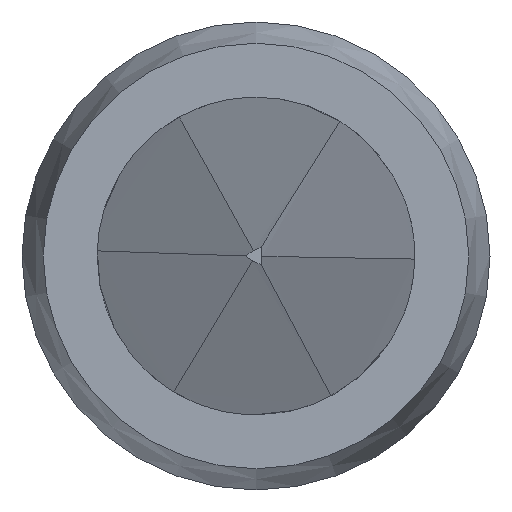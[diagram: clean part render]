
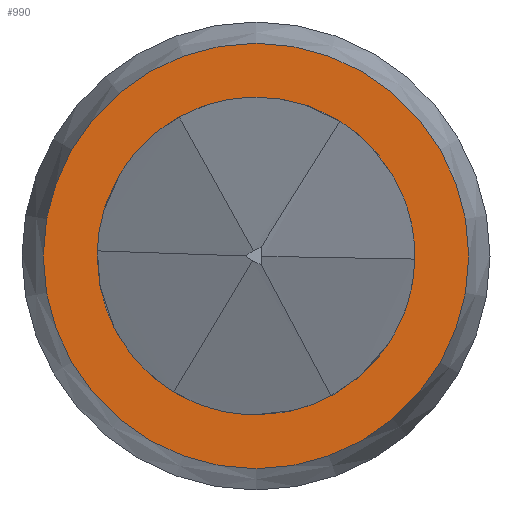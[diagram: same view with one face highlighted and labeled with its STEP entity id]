
A CAD part, left-side view. The second image highlights one B-rep face of the part: STEP entity #990.
In plain terms, the highlighted planar face has unit normal (-1, 0, 0).
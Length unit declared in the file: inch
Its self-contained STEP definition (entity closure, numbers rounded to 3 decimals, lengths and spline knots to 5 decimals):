
#25 = EDGE_CURVE ( 'NONE', #37, #37, #278, .T. ) ;
#37 = VERTEX_POINT ( 'NONE', #929 ) ;
#64 = EDGE_CURVE ( 'NONE', #386, #386, #1411, .T. ) ;
#101 = AXIS2_PLACEMENT_3D ( 'NONE', #441, #1318, #216 ) ;
#105 = FACE_BOUND ( 'NONE', #116, .T. ) ;
#108 = AXIS2_PLACEMENT_3D ( 'NONE', #762, #755, #436 ) ;
#116 = EDGE_LOOP ( 'NONE', ( #124 ) ) ;
#124 = ORIENTED_EDGE ( 'NONE', *, *, #64, .T. ) ;
#216 = DIRECTION ( 'NONE',  ( 0., 0., 1. ) ) ;
#276 = CARTESIAN_POINT ( 'NONE',  ( 0., 0., 0. ) ) ;
#278 = CIRCLE ( 'NONE', #1055, 0.014 ) ;
#336 = PLANE ( 'NONE',  #108 ) ;
#386 = VERTEX_POINT ( 'NONE', #1364 ) ;
#436 = DIRECTION ( 'NONE',  ( 0., 0., 1. ) ) ;
#441 = CARTESIAN_POINT ( 'NONE',  ( 0., 0., 0. ) ) ;
#558 = FACE_OUTER_BOUND ( 'NONE', #601, .T. ) ;
#601 = EDGE_LOOP ( 'NONE', ( #715 ) ) ;
#715 = ORIENTED_EDGE ( 'NONE', *, *, #25, .F. ) ;
#755 = DIRECTION ( 'NONE',  ( -1., 0., 0. ) ) ;
#762 = CARTESIAN_POINT ( 'NONE',  ( 0., 0.014, 0. ) ) ;
#829 = DIRECTION ( 'NONE',  ( 0., 0., -1. ) ) ;
#929 = CARTESIAN_POINT ( 'NONE',  ( 0., 0., -0.014 ) ) ;
#990 = ADVANCED_FACE ( 'NONE', ( #105, #558 ), #336, .T. ) ;
#1055 = AXIS2_PLACEMENT_3D ( 'NONE', #276, #1160, #829 ) ;
#1160 = DIRECTION ( 'NONE',  ( 1., 0., 0. ) ) ;
#1318 = DIRECTION ( 'NONE',  ( 1., 0., 0. ) ) ;
#1364 = CARTESIAN_POINT ( 'NONE',  ( 0., 0., 0.01045 ) ) ;
#1411 = CIRCLE ( 'NONE', #101, 0.01045 ) ;
